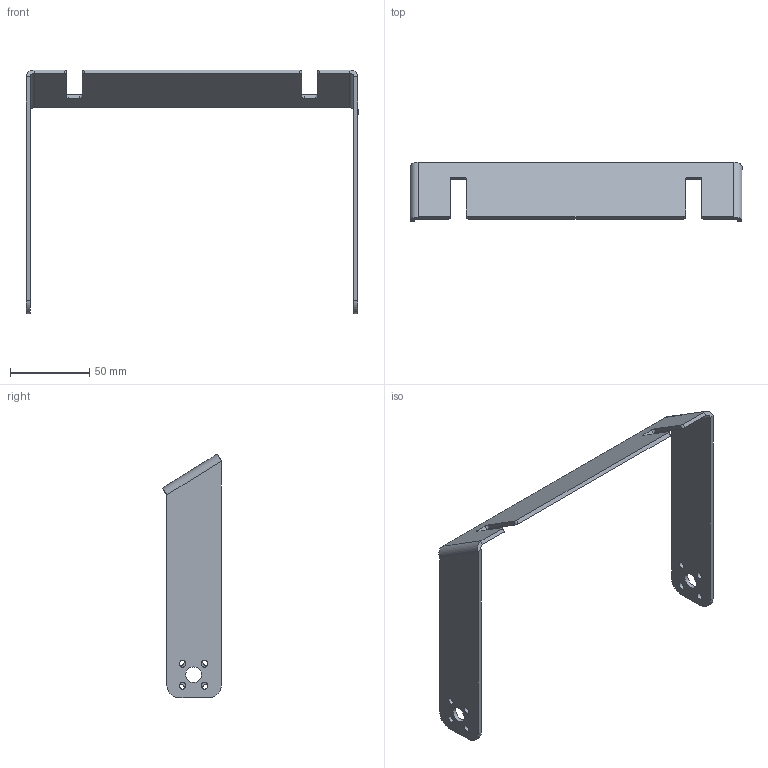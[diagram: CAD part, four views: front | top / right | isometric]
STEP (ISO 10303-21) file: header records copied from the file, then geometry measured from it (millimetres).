
FILE_DESCRIPTION(/* description */ (''),/* implementation_level */ '2;1');
FILE_NAME(/* name */ 'lifter min lifter arm.step',/* time_stamp */ '2023-12-12T14:07:45-05:00',/* author */ (''),/* organization */ (''),/* preprocessor_version */ 'ST-DEVELOPER v20',/* originating_system */ 'Autodesk Translation Framework v12.14.0.127',/* authorisation */ '');
FILE_SCHEMA (('AUTOMOTIVE_DESIGN { 1 0 10303 214 3 1 1 }'));
Length unit declared in the file: inch
Products named in the file (1): lifter min
Bounding box: 209.12 x 37.09 x 153.62 mm (x, y, z)
Volume: 43589.2 mm3; surface area: 37656.2 mm2
Topology: 1 solids, 1 shells, 52 faces, 134 edges, 84 vertices
Faces by surface type: cylinder 26, plane 26
Full cylindrical faces by diameter (mm): 4.2 x8, 10 x2
Entity records: 1660 total; most frequent: DIRECTION 292, CARTESIAN_POINT 271, ORIENTED_EDGE 268, EDGE_CURVE 134, AXIS2_PLACEMENT_3D 105, VERTEX_POINT 84, LINE 82, VECTOR 82
